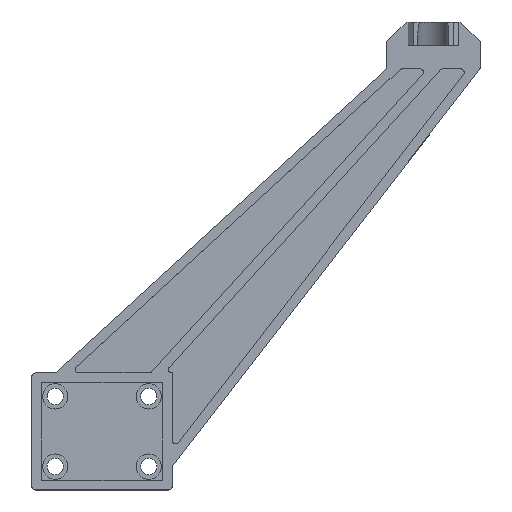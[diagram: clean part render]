
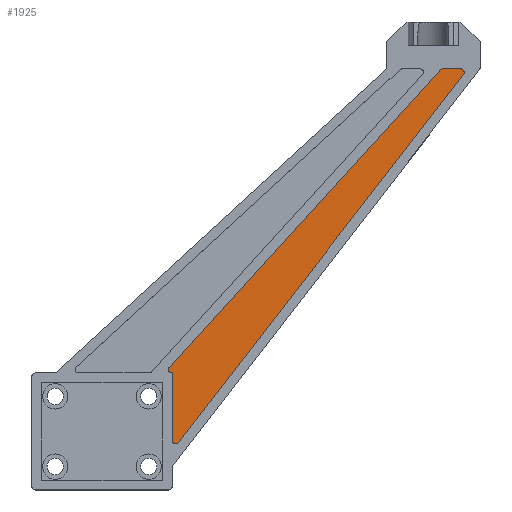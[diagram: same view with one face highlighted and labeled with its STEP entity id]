
A CAD part, top view. The second image highlights one B-rep face of the part: STEP entity #1925.
In plain terms, the highlighted planar face has unit normal (0, 0, 1).
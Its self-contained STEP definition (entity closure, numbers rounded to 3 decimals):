
#1369 = VERTEX_POINT('',#1370);
#1370 = CARTESIAN_POINT('',(-67.74,53.506,-15.));
#1376 = EDGE_CURVE('',#1369,#1377,#1379,.T.);
#1377 = VERTEX_POINT('',#1378);
#1378 = CARTESIAN_POINT('',(1.691,129.706,-15.));
#1379 = LINE('',#1380,#1381);
#1380 = CARTESIAN_POINT('',(-69.112,52.,-15.));
#1381 = VECTOR('',#1382,1.);
#1382 = DIRECTION('',(0.674,0.739,0.));
#1400 = VERTEX_POINT('',#1401);
#1401 = CARTESIAN_POINT('',(-67.074,52.,-15.));
#1407 = EDGE_CURVE('',#1369,#1400,#1408,.T.);
#1408 = CIRCLE('',#1409,0.9);
#1409 = AXIS2_PLACEMENT_3D('',#1410,#1411,#1412);
#1410 = CARTESIAN_POINT('',(-67.074,52.9,-15.));
#1411 = DIRECTION('',(0.,-0.,1.));
#1412 = DIRECTION('',(0.,1.,0.));
#1425 = VERTEX_POINT('',#1426);
#1426 = CARTESIAN_POINT('',(2.356,130.,-15.));
#1432 = EDGE_CURVE('',#1377,#1425,#1433,.T.);
#1433 = CIRCLE('',#1434,0.9);
#1434 = AXIS2_PLACEMENT_3D('',#1435,#1436,#1437);
#1435 = CARTESIAN_POINT('',(2.356,129.1,-15.));
#1436 = DIRECTION('',(0.,0.,-1.));
#1437 = DIRECTION('',(0.,1.,0.));
#1450 = EDGE_CURVE('',#1400,#1451,#1453,.T.);
#1451 = VERTEX_POINT('',#1452);
#1452 = CARTESIAN_POINT('',(-67.,52.,-15.));
#1453 = LINE('',#1454,#1455);
#1454 = CARTESIAN_POINT('',(-69.112,52.,-15.));
#1455 = VECTOR('',#1456,1.);
#1456 = DIRECTION('',(1.,0.,0.));
#1474 = EDGE_CURVE('',#1425,#1475,#1477,.T.);
#1475 = VERTEX_POINT('',#1476);
#1476 = CARTESIAN_POINT('',(7.002,130.,-15.));
#1477 = LINE('',#1478,#1479);
#1478 = CARTESIAN_POINT('',(1.959,130.,-15.));
#1479 = VECTOR('',#1480,1.);
#1480 = DIRECTION('',(1.,0.,0.));
#1498 = EDGE_CURVE('',#1451,#1499,#1501,.T.);
#1499 = VERTEX_POINT('',#1500);
#1500 = CARTESIAN_POINT('',(-67.,34.715,-15.));
#1501 = LINE('',#1502,#1503);
#1502 = CARTESIAN_POINT('',(-67.,52.,-15.));
#1503 = VECTOR('',#1504,1.);
#1504 = DIRECTION('',(0.,-1.,0.));
#1522 = VERTEX_POINT('',#1523);
#1523 = CARTESIAN_POINT('',(7.714,128.549,-15.));
#1529 = EDGE_CURVE('',#1475,#1522,#1530,.T.);
#1530 = CIRCLE('',#1531,0.9);
#1531 = AXIS2_PLACEMENT_3D('',#1532,#1533,#1534);
#1532 = CARTESIAN_POINT('',(7.002,129.1,-15.));
#1533 = DIRECTION('',(0.,0.,-1.));
#1534 = DIRECTION('',(0.,1.,0.));
#1547 = VERTEX_POINT('',#1548);
#1548 = CARTESIAN_POINT('',(-65.388,34.163,-15.));
#1554 = EDGE_CURVE('',#1499,#1547,#1555,.T.);
#1555 = CIRCLE('',#1556,0.9);
#1556 = AXIS2_PLACEMENT_3D('',#1557,#1558,#1559);
#1557 = CARTESIAN_POINT('',(-66.1,34.715,-15.));
#1558 = DIRECTION('',(0.,-0.,1.));
#1559 = DIRECTION('',(0.,1.,0.));
#1572 = EDGE_CURVE('',#1547,#1522,#1573,.T.);
#1573 = LINE('',#1574,#1575);
#1574 = CARTESIAN_POINT('',(-67.,32.083,-15.));
#1575 = VECTOR('',#1576,1.);
#1576 = DIRECTION('',(0.612,0.791,0.));
#1925 = ADVANCED_FACE('',(#1926),#1937,.T.);
#1926 = FACE_BOUND('',#1927,.T.);
#1927 = EDGE_LOOP('',(#1928,#1929,#1930,#1931,#1932,#1933,#1934,#1935,
    #1936));
#1928 = ORIENTED_EDGE('',*,*,#1450,.T.);
#1929 = ORIENTED_EDGE('',*,*,#1498,.T.);
#1930 = ORIENTED_EDGE('',*,*,#1554,.T.);
#1931 = ORIENTED_EDGE('',*,*,#1572,.T.);
#1932 = ORIENTED_EDGE('',*,*,#1529,.F.);
#1933 = ORIENTED_EDGE('',*,*,#1474,.F.);
#1934 = ORIENTED_EDGE('',*,*,#1432,.F.);
#1935 = ORIENTED_EDGE('',*,*,#1376,.F.);
#1936 = ORIENTED_EDGE('',*,*,#1407,.T.);
#1937 = PLANE('',#1938);
#1938 = AXIS2_PLACEMENT_3D('',#1939,#1940,#1941);
#1939 = CARTESIAN_POINT('',(-33.242,83.169,-15.));
#1940 = DIRECTION('',(0.,0.,1.));
#1941 = DIRECTION('',(1.,0.,0.));
